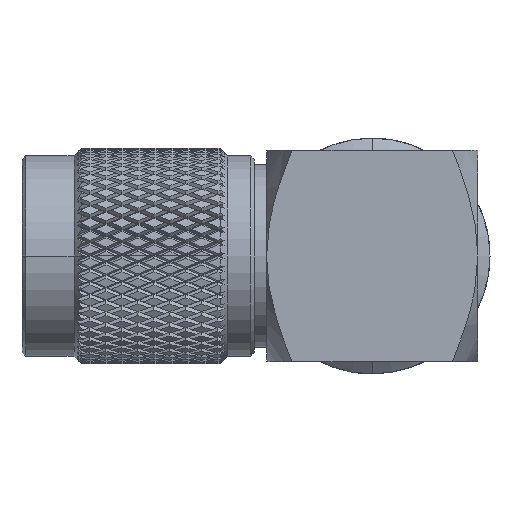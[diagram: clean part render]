
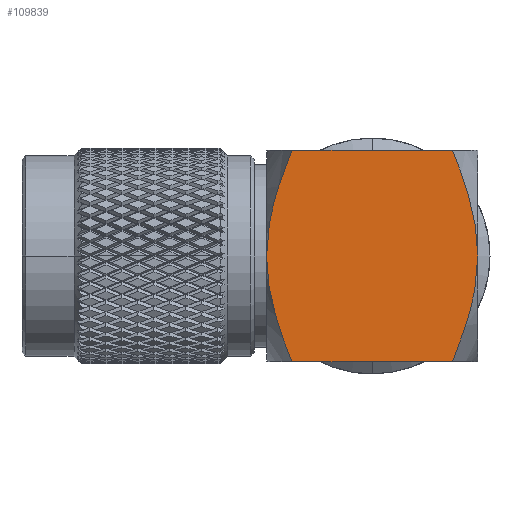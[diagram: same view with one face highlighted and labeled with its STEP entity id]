
A CAD part, left-side view. The second image highlights one B-rep face of the part: STEP entity #109839.
In plain terms, the highlighted planar face has unit normal (-1, 0, 0).
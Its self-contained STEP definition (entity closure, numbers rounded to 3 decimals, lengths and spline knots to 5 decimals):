
#605 = CARTESIAN_POINT ( 'NONE',  ( -0.28, 0.22218, 0.25762 ) ) ;
#1754 = CARTESIAN_POINT ( 'NONE',  ( -0.28, -0.21304, -0.28 ) ) ;
#3713 = CARTESIAN_POINT ( 'NONE',  ( -0.28, 0.28, 0. ) ) ;
#6766 = CARTESIAN_POINT ( 'NONE',  ( -0.28, -0.27955, -0.0242 ) ) ;
#7142 = CARTESIAN_POINT ( 'NONE',  ( -0.28, -0.28, -0.01204 ) ) ;
#10625 = CARTESIAN_POINT ( 'NONE',  ( -0.28, 0.28, 0. ) ) ;
#11292 = LINE ( 'NONE', #14066, #71062 ) ;
#12613 = VECTOR ( 'NONE', #73992, 39.37008 ) ;
#13513 = EDGE_CURVE ( 'NONE', #104712, #85310, #15288, .T. ) ;
#13797 = DIRECTION ( 'NONE',  ( 0., 0., -1. ) ) ;
#14066 = CARTESIAN_POINT ( 'NONE',  ( -0.28, -0.28, -0.28 ) ) ;
#15288 = LINE ( 'NONE', #58094, #12613 ) ;
#16023 = B_SPLINE_CURVE_WITH_KNOTS ( 'NONE', 3,
 ( #50471, #44895, #103521, #77828, #26994, #86076, #104255, #36264, #43412, #10625 ),
 .UNSPECIFIED., .F., .F.,
 ( 4, 2, 2, 2, 4 ),
 ( 0.00788, 0.01156, 0.0134, 0.01432, 0.01524 ),
 .UNSPECIFIED. ) ;
#16065 = CARTESIAN_POINT ( 'NONE',  ( -0.28, 0.21304, 0.28 ) ) ;
#16440 = CARTESIAN_POINT ( 'NONE',  ( -0.28, -0.27641, -0.06045 ) ) ;
#21085 = CARTESIAN_POINT ( 'NONE',  ( -0.28, -0.28, 0. ) ) ;
#23148 = CARTESIAN_POINT ( 'NONE',  ( -0.28, -0.23129, -0.2353 ) ) ;
#25116 = ORIENTED_EDGE ( 'NONE', *, *, #96338, .F. ) ;
#26228 = CARTESIAN_POINT ( 'NONE',  ( -0.28, 0.23087, 0.23502 ) ) ;
#26994 = CARTESIAN_POINT ( 'NONE',  ( -0.28, 0.27124, -0.09625 ) ) ;
#30370 = ORIENTED_EDGE ( 'NONE', *, *, #13513, .F. ) ;
#30669 = AXIS2_PLACEMENT_3D ( 'NONE', #31625, #108108, #13797 ) ;
#30896 = PLANE ( 'NONE',  #30669 ) ;
#31625 = CARTESIAN_POINT ( 'NONE',  ( -0.28, -0.28, 0.28 ) ) ;
#32053 = CARTESIAN_POINT ( 'NONE',  ( -0.28, -0.28, 0. ) ) ;
#32886 = CARTESIAN_POINT ( 'NONE',  ( -0.28, -0.21304, 0.28 ) ) ;
#33679 = CARTESIAN_POINT ( 'NONE',  ( -0.28, 0.21304, 0.28 ) ) ;
#34040 = CARTESIAN_POINT ( 'NONE',  ( -0.28, 0.25413, 0.16593 ) ) ;
#34394 = CARTESIAN_POINT ( 'NONE',  ( -0.28, 0.28, 0.04858 ) ) ;
#35629 = VERTEX_POINT ( 'NONE', #3713 ) ;
#36264 = CARTESIAN_POINT ( 'NONE',  ( -0.28, 0.27955, -0.0242 ) ) ;
#38592 = ORIENTED_EDGE ( 'NONE', *, *, #65704, .T. ) ;
#40637 = CARTESIAN_POINT ( 'NONE',  ( -0.28, -0.26624, -0.11978 ) ) ;
#43412 = CARTESIAN_POINT ( 'NONE',  ( -0.28, 0.28, -0.01204 ) ) ;
#44895 = CARTESIAN_POINT ( 'NONE',  ( -0.28, 0.23129, -0.2353 ) ) ;
#44956 = CARTESIAN_POINT ( 'NONE',  ( -0.28, -0.28, 0. ) ) ;
#47941 = ORIENTED_EDGE ( 'NONE', *, *, #92229, .F. ) ;
#47997 = EDGE_LOOP ( 'NONE', ( #74590, #30370, #47941, #61432, #38592, #25116 ) ) ;
#49699 = B_SPLINE_CURVE_WITH_KNOTS ( 'NONE', 3,
 ( #32053, #7142, #6766, #66539, #16440, #91537, #40637, #75439, #23148, #100073 ),
 .UNSPECIFIED., .F., .F.,
 ( 4, 2, 2, 2, 4 ),
 ( 0.02582, 0.02674, 0.02765, 0.02947, 0.03311 ),
 .UNSPECIFIED. ) ;
#50013 = EDGE_CURVE ( 'NONE', #85310, #52247, #107330, .T. ) ;
#50471 = CARTESIAN_POINT ( 'NONE',  ( -0.28, 0.21304, -0.28 ) ) ;
#52247 = VERTEX_POINT ( 'NONE', #44956 ) ;
#55280 = CARTESIAN_POINT ( 'NONE',  ( -0.28, -0.27246, 0.09597 ) ) ;
#58094 = CARTESIAN_POINT ( 'NONE',  ( -0.28, -0.28, 0.28 ) ) ;
#59680 = CARTESIAN_POINT ( 'NONE',  ( -0.28, 0.24686, 0.18913 ) ) ;
#61432 = ORIENTED_EDGE ( 'NONE', *, *, #109313, .F. ) ;
#65704 = EDGE_CURVE ( 'NONE', #76177, #67135, #11292, .T. ) ;
#66539 = CARTESIAN_POINT ( 'NONE',  ( -0.28, -0.27775, -0.04843 ) ) ;
#67135 = VERTEX_POINT ( 'NONE', #1754 ) ;
#70470 = CARTESIAN_POINT ( 'NONE',  ( -0.28, -0.24686, 0.18913 ) ) ;
#71062 = VECTOR ( 'NONE', #98434, 39.37008 ) ;
#73992 = DIRECTION ( 'NONE',  ( 0., -1., 0. ) ) ;
#74590 = ORIENTED_EDGE ( 'NONE', *, *, #50013, .F. ) ;
#75439 = CARTESIAN_POINT ( 'NONE',  ( -0.28, -0.2479, -0.1896 ) ) ;
#76177 = VERTEX_POINT ( 'NONE', #98882 ) ;
#77807 = FACE_OUTER_BOUND ( 'NONE', #47997, .T. ) ;
#77828 = CARTESIAN_POINT ( 'NONE',  ( -0.28, 0.26624, -0.11978 ) ) ;
#78259 = CARTESIAN_POINT ( 'NONE',  ( -0.28, -0.21304, 0.28 ) ) ;
#80454 = CARTESIAN_POINT ( 'NONE',  ( -0.28, -0.28, 0.04858 ) ) ;
#85310 = VERTEX_POINT ( 'NONE', #32886 ) ;
#86076 = CARTESIAN_POINT ( 'NONE',  ( -0.28, 0.27641, -0.06045 ) ) ;
#91537 = CARTESIAN_POINT ( 'NONE',  ( -0.28, -0.27124, -0.09625 ) ) ;
#92229 = EDGE_CURVE ( 'NONE', #35629, #104712, #95787, .T. ) ;
#95760 = CARTESIAN_POINT ( 'NONE',  ( -0.28, -0.25413, 0.16593 ) ) ;
#95787 = B_SPLINE_CURVE_WITH_KNOTS ( 'NONE', 3,
 ( #102398, #34394, #109812, #34040, #59680, #26228, #605, #33679 ),
 .UNSPECIFIED., .F., .F.,
 ( 4, 2, 2, 4 ),
 ( 0.01524, 0.01894, 0.0208, 0.02265 ),
 .UNSPECIFIED. ) ;
#96143 = CARTESIAN_POINT ( 'NONE',  ( -0.28, -0.22218, 0.25762 ) ) ;
#96338 = EDGE_CURVE ( 'NONE', #52247, #67135, #49699, .T. ) ;
#98434 = DIRECTION ( 'NONE',  ( 0., -1., 0. ) ) ;
#98882 = CARTESIAN_POINT ( 'NONE',  ( -0.28, 0.21304, -0.28 ) ) ;
#100073 = CARTESIAN_POINT ( 'NONE',  ( -0.28, -0.21304, -0.28 ) ) ;
#102398 = CARTESIAN_POINT ( 'NONE',  ( -0.28, 0.28, 0. ) ) ;
#103521 = CARTESIAN_POINT ( 'NONE',  ( -0.28, 0.2479, -0.1896 ) ) ;
#103950 = CARTESIAN_POINT ( 'NONE',  ( -0.28, -0.23087, 0.23502 ) ) ;
#104255 = CARTESIAN_POINT ( 'NONE',  ( -0.28, 0.27775, -0.04843 ) ) ;
#104712 = VERTEX_POINT ( 'NONE', #16065 ) ;
#107330 = B_SPLINE_CURVE_WITH_KNOTS ( 'NONE', 3,
 ( #78259, #96143, #103950, #70470, #95760, #55280, #80454, #21085 ),
 .UNSPECIFIED., .F., .F.,
 ( 4, 2, 2, 4 ),
 ( 0.01848, 0.02031, 0.02215, 0.02582 ),
 .UNSPECIFIED. ) ;
#108108 = DIRECTION ( 'NONE',  ( 1., 0., 0. ) ) ;
#109313 = EDGE_CURVE ( 'NONE', #76177, #35629, #16023, .T. ) ;
#109812 = CARTESIAN_POINT ( 'NONE',  ( -0.28, 0.27246, 0.09597 ) ) ;
#109839 = ADVANCED_FACE ( 'NONE', ( #77807 ), #30896, .F. ) ;
